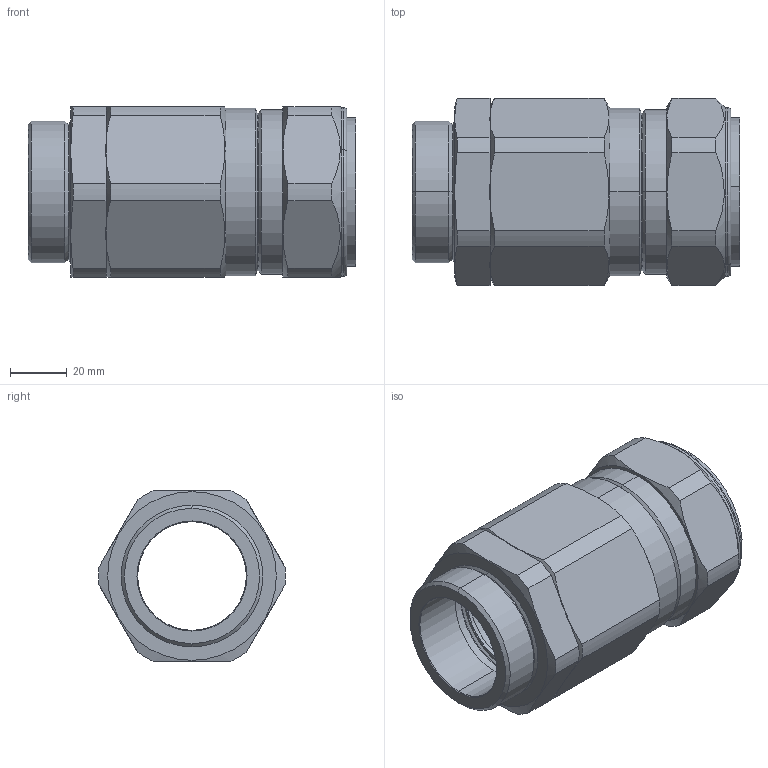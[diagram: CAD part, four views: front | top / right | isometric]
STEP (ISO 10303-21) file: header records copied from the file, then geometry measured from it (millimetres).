
FILE_DESCRIPTION (( 'STEP AP203' ), '1' );
FILE_NAME ('50ST3CDS1RA.STEP', '2020-04-22T13:56:13', ( '' ), ( '' ), 'SwSTEP 2.0', 'SolidWorks 2017', '' );
FILE_SCHEMA (( 'CONFIG_CONTROL_DESIGN' ));
Length unit declared in the file: millimetre
Products named in the file (1): 50ST3CDS1RA
Bounding box: 115.65 x 65.97 x 60 mm (x, y, z)
Surface area: 41410.1 mm2 (no closed solid volume)
Topology: 0 solids, 10 shells, 127 faces, 310 edges, 192 vertices
Faces by surface type: cone 48, cylinder 44, plane 27, torus 8
Entity records: 4060 total; most frequent: CARTESIAN_POINT 990, DIRECTION 676, ORIENTED_EDGE 576, EDGE_CURVE 310, AXIS2_PLACEMENT_3D 286, VERTEX_POINT 192, CIRCLE 158, EDGE_LOOP 136
